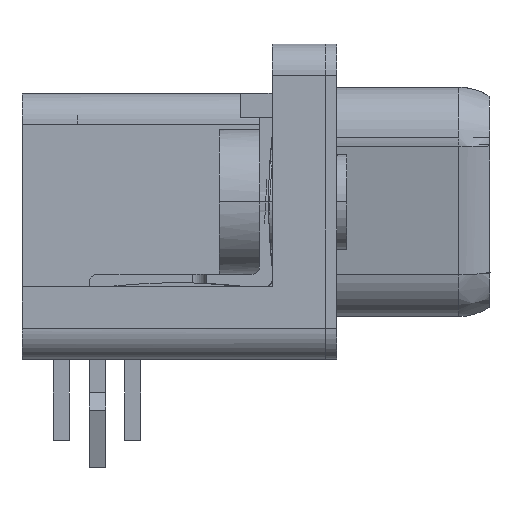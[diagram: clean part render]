
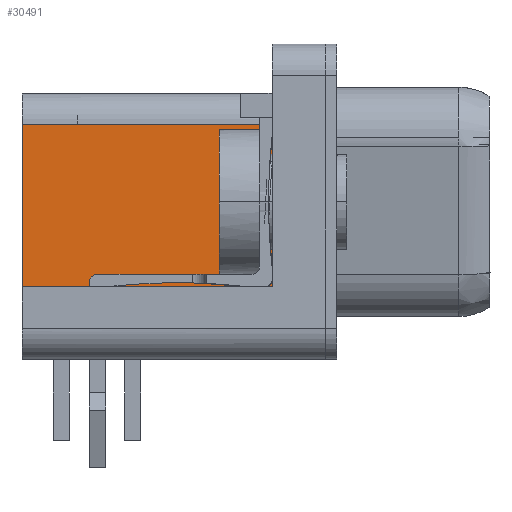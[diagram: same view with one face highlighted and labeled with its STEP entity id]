
A CAD part, left-side view. The second image highlights one B-rep face of the part: STEP entity #30491.
In plain terms, the highlighted planar face has unit normal (-1, 0, 0).
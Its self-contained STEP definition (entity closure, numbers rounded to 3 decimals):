
#30471=AXIS2_PLACEMENT_3D('Plane Axis2P3D',#30468,#30469,#30470) ;
#28928=CARTESIAN_POINT('Line Origine',(5.96,13.63,7.2)) ;
#28932=CARTESIAN_POINT('Vertex',(5.96,18.6,7.2)) ;
#28934=CARTESIAN_POINT('Vertex',(5.96,8.66,7.2)) ;
#29231=CARTESIAN_POINT('Line Origine',(5.96,18.6,10.425)) ;
#29235=CARTESIAN_POINT('Vertex',(5.96,18.6,13.65)) ;
#30468=CARTESIAN_POINT('Axis2P3D Location',(5.96,8.66,14.9)) ;
#30473=CARTESIAN_POINT('Line Origine',(5.96,13.63,13.65)) ;
#30477=CARTESIAN_POINT('Vertex',(5.96,8.66,13.65)) ;
#30480=CARTESIAN_POINT('Line Origine',(5.96,8.66,10.425)) ;
#28929=DIRECTION('Vector Direction',(0.,-1.,0.)) ;
#29232=DIRECTION('Vector Direction',(0.,0.,-1.)) ;
#30469=DIRECTION('Axis2P3D Direction',(1.,-0.,0.)) ;
#30470=DIRECTION('Axis2P3D XDirection',(0.,1.,0.)) ;
#30474=DIRECTION('Vector Direction',(0.,1.,0.)) ;
#30481=DIRECTION('Vector Direction',(0.,0.,-1.)) ;
#28930=VECTOR('Line Direction',#28929,1.) ;
#29233=VECTOR('Line Direction',#29232,1.) ;
#30475=VECTOR('Line Direction',#30474,1.) ;
#30482=VECTOR('Line Direction',#30481,1.) ;
#30486=ORIENTED_EDGE('',*,*,#30479,.T.) ;
#30487=ORIENTED_EDGE('',*,*,#29237,.T.) ;
#30488=ORIENTED_EDGE('',*,*,#28936,.T.) ;
#30489=ORIENTED_EDGE('',*,*,#30484,.F.) ;
#30491=ADVANCED_FACE('NONE',(#30490),#30472,.F.) ;
#28936=EDGE_CURVE('',#28933,#28935,#28931,.T.) ;
#29237=EDGE_CURVE('',#29236,#28933,#29234,.T.) ;
#30479=EDGE_CURVE('',#30478,#29236,#30476,.T.) ;
#30484=EDGE_CURVE('',#30478,#28935,#30483,.T.) ;
#30485=EDGE_LOOP('',(#30486,#30487,#30488,#30489)) ;
#30490=FACE_OUTER_BOUND('',#30485,.T.) ;
#28931=LINE('Line',#28928,#28930) ;
#29234=LINE('Line',#29231,#29233) ;
#30476=LINE('Line',#30473,#30475) ;
#30483=LINE('Line',#30480,#30482) ;
#30472=PLANE('',#30471) ;
#28933=VERTEX_POINT('',#28932) ;
#28935=VERTEX_POINT('',#28934) ;
#29236=VERTEX_POINT('',#29235) ;
#30478=VERTEX_POINT('',#30477) ;
